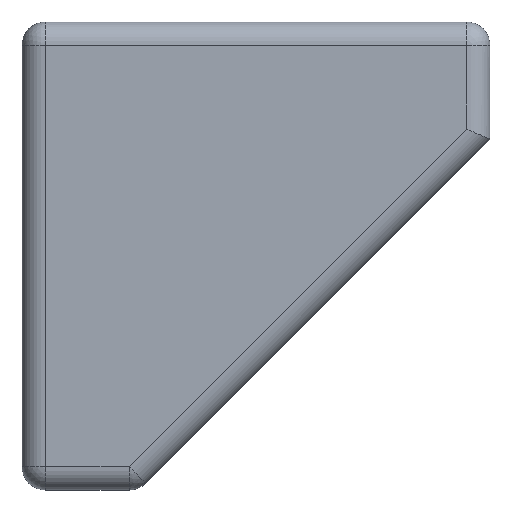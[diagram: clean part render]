
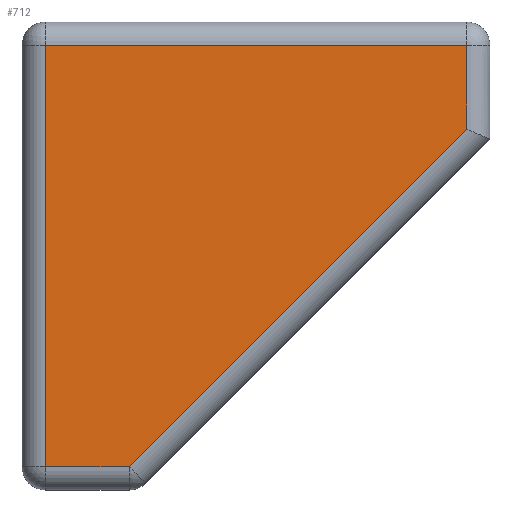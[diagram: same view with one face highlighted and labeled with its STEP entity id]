
A CAD part, top view. The second image highlights one B-rep face of the part: STEP entity #712.
In plain terms, the highlighted planar face has unit normal (0, 0, 1).
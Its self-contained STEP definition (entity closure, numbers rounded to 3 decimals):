
#36=PLANE($,#794);
#77=FACE_OUTER_BOUND($,#121,.T.);
#121=EDGE_LOOP($,(#638,#639,#640,#641,#642));
#171=LINE($,#1185,#235);
#175=LINE($,#1201,#239);
#178=LINE($,#1207,#242);
#179=LINE($,#1210,#243);
#181=LINE($,#1213,#245);
#235=VECTOR($,#968,36.);
#239=VECTOR($,#986,36.);
#242=VECTOR($,#991,7.172);
#243=VECTOR($,#996,40.77);
#245=VECTOR($,#1000,7.172);
#330=VERTEX_POINT($,#1147);
#335=VERTEX_POINT($,#1160);
#340=VERTEX_POINT($,#1173);
#345=VERTEX_POINT($,#1189);
#350=VERTEX_POINT($,#1206);
#430=EDGE_CURVE($,#330,#340,#171,.T.);
#438=EDGE_CURVE($,#340,#345,#175,.T.);
#441=EDGE_CURVE($,#345,#350,#178,.T.);
#443=EDGE_CURVE($,#350,#335,#179,.T.);
#445=EDGE_CURVE($,#335,#330,#181,.T.);
#638=ORIENTED_EDGE($,*,*,#430,.F.);
#639=ORIENTED_EDGE($,*,*,#445,.F.);
#640=ORIENTED_EDGE($,*,*,#443,.F.);
#641=ORIENTED_EDGE($,*,*,#441,.F.);
#642=ORIENTED_EDGE($,*,*,#438,.F.);
#712=ADVANCED_FACE($,(#77),#36,.T.);
#794=AXIS2_PLACEMENT_3D($,#1224,#1013,#1014);
#968=DIRECTION($,(0.,1.,0.));
#986=DIRECTION($,(1.,0.,0.));
#991=DIRECTION($,(0.,-1.,0.));
#996=DIRECTION($,(-0.707,-0.707,0.));
#1000=DIRECTION($,(-1.,0.,0.));
#1013=DIRECTION('center_axis',(0.,0.,1.));
#1014=DIRECTION('ref_axis',(1.,0.,0.));
#1147=CARTESIAN_POINT('',(2.,-38.,3.));
#1160=CARTESIAN_POINT('',(9.172,-38.,3.));
#1173=CARTESIAN_POINT('',(2.,-2.,3.));
#1185=CARTESIAN_POINT($,(2.,-8.112,3.));
#1189=CARTESIAN_POINT('',(38.,-2.,3.));
#1201=CARTESIAN_POINT($,(28.112,-2.,3.));
#1206=CARTESIAN_POINT('',(38.,-9.172,3.));
#1207=CARTESIAN_POINT($,(38.,-13.112,3.));
#1210=CARTESIAN_POINT($,(16.086,-31.086,3.));
#1213=CARTESIAN_POINT($,(8.112,-38.,3.));
#1224=CARTESIAN_POINT('Origin',(16.224,-16.224,3.));
